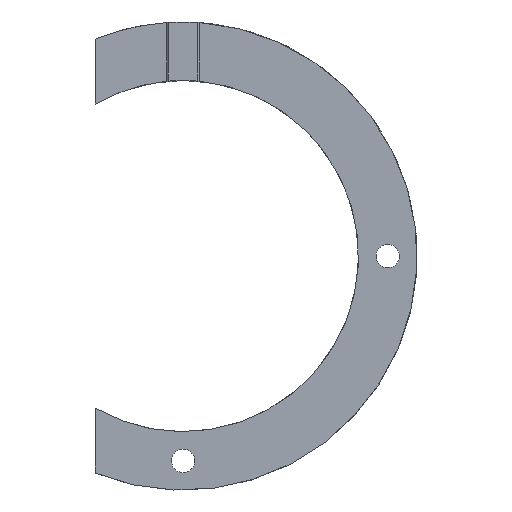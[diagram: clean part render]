
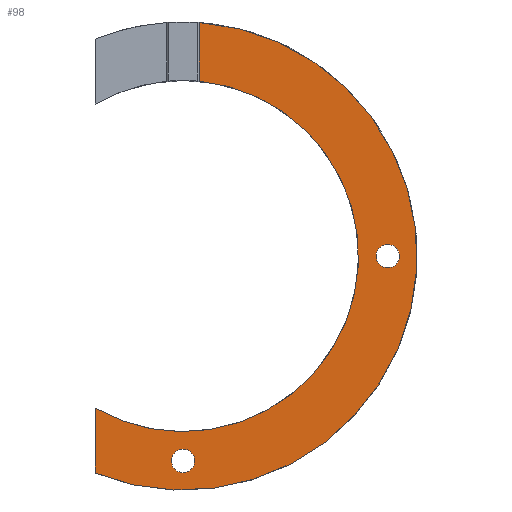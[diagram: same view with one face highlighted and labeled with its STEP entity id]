
A CAD part, top view. The second image highlights one B-rep face of the part: STEP entity #98.
In plain terms, the highlighted planar face has unit normal (0, 0, 1).
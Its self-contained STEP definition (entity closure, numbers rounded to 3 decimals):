
#98=ADVANCED_FACE('',(#196,#198,#200),#202,.T.);
#196=FACE_BOUND('',#197,.T.);
#197=EDGE_LOOP('',(#285,#286,#287,#288));
#198=FACE_BOUND('',#199,.T.);
#199=EDGE_LOOP('',(#289));
#200=FACE_BOUND('',#201,.T.);
#201=EDGE_LOOP('',(#290));
#202=PLANE('',#203);
#203=AXIS2_PLACEMENT_3D('',#204,#205,#206);
#204=CARTESIAN_POINT('',(0.,0.,2.));
#205=DIRECTION('',(0.,0.,1.));
#206=DIRECTION('',(1.,0.,0.));
#285=ORIENTED_EDGE('',*,*,#331,.F.);
#286=ORIENTED_EDGE('',*,*,#325,.T.);
#287=ORIENTED_EDGE('',*,*,#333,.T.);
#288=ORIENTED_EDGE('',*,*,#313,.T.);
#289=ORIENTED_EDGE('',*,*,#334,.T.);
#290=ORIENTED_EDGE('',*,*,#335,.T.);
#313=EDGE_CURVE('',#341,#342,#343,.T.);
#325=EDGE_CURVE('',#366,#364,#367,.T.);
#331=EDGE_CURVE('',#366,#342,#375,.T.);
#333=EDGE_CURVE('',#364,#341,#377,.T.);
#334=EDGE_CURVE('',#378,#378,#379,.F.);
#335=EDGE_CURVE('',#380,#380,#381,.F.);
#341=VERTEX_POINT('',#389);
#342=VERTEX_POINT('',#390);
#343=CIRCLE('',#391,40.);
#364=VERTEX_POINT('',#442);
#366=VERTEX_POINT('',#446);
#367=CIRCLE('',#447,30.);
#375=LINE('',#471,#472);
#377=LINE('',#477,#478);
#378=VERTEX_POINT('',#480);
#379=CIRCLE('',#481,2.);
#380=VERTEX_POINT('',#485);
#381=CIRCLE('',#486,2.);
#389=CARTESIAN_POINT('',(-15.,-37.081,2.));
#390=CARTESIAN_POINT('',(2.8,39.902,2.));
#391=AXIS2_PLACEMENT_3D('',#392,#393,#394);
#392=CARTESIAN_POINT('',(0.,0.,2.));
#393=DIRECTION('',(0.,0.,1.));
#394=DIRECTION('',(-0.375,-0.927,0.));
#442=CARTESIAN_POINT('',(-15.,-25.981,2.));
#446=CARTESIAN_POINT('',(2.8,29.869,2.));
#447=AXIS2_PLACEMENT_3D('',#448,#449,#450);
#448=CARTESIAN_POINT('',(0.,0.,2.));
#449=DIRECTION('',(0.,0.,-1.));
#450=DIRECTION('',(0.093,0.996,0.));
#471=CARTESIAN_POINT('',(2.8,29.869,2.));
#472=VECTOR('',#473,1.);
#473=DIRECTION('',(0.,1.,0.));
#477=CARTESIAN_POINT('',(-15.,-25.981,2.));
#478=VECTOR('',#479,1.);
#479=DIRECTION('',(0.,-1.,0.));
#480=CARTESIAN_POINT('',(2.,-35.,2.));
#481=AXIS2_PLACEMENT_3D('',#482,#483,#484);
#482=CARTESIAN_POINT('',(0.,-35.,2.));
#483=DIRECTION('',(0.,0.,1.));
#484=DIRECTION('',(1.,0.,0.));
#485=CARTESIAN_POINT('',(37.,0.,2.));
#486=AXIS2_PLACEMENT_3D('',#487,#488,#489);
#487=CARTESIAN_POINT('',(35.,0.,2.));
#488=DIRECTION('',(0.,0.,1.));
#489=DIRECTION('',(1.,0.,0.));
